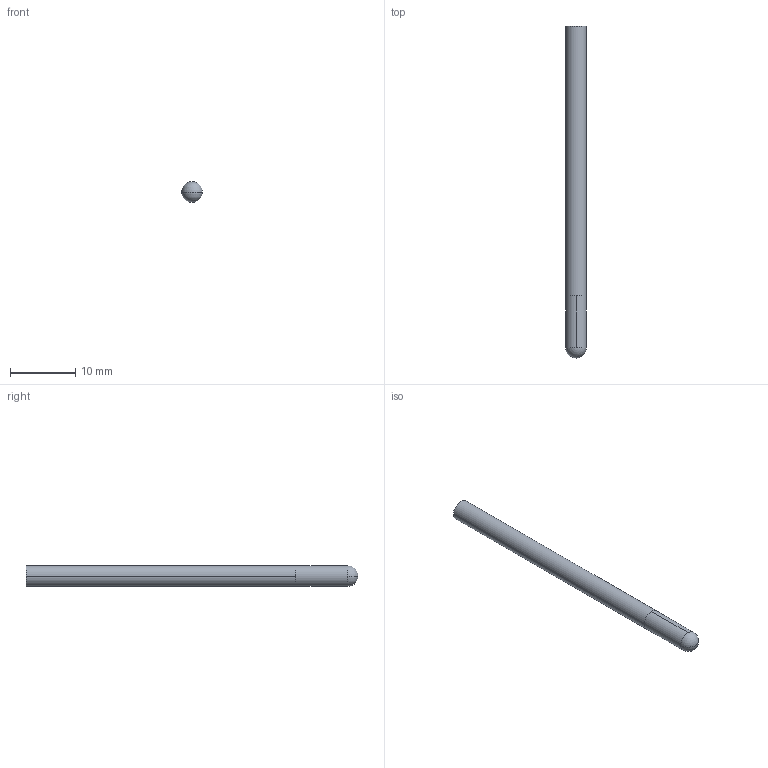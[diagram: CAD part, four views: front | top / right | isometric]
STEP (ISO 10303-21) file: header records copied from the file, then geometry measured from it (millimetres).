
FILE_DESCRIPTION (( 'STEP AP214' ), '1' );
FILE_NAME ('81674.STEP', '2023-06-30T22:30:09', ( '' ), ( '' ), 'SwSTEP 2.0', 'SolidWorks 2023', '' );
FILE_SCHEMA (( 'AUTOMOTIVE_DESIGN' ));
Length unit declared in the file: inch
Products named in the file (1): 81674
Bounding box: 3.17 x 50.8 x 3.17 mm (x, y, z)
Volume: 398 mm3; surface area: 530.5 mm2
Topology: 2 solids, 2 shells, 9 faces, 18 edges, 11 vertices
Faces by surface type: cylinder 4, plane 3, sphere 2
Entity records: 333 total; most frequent: DIRECTION 48, CARTESIAN_POINT 37, ORIENTED_EDGE 32, AXIS2_PLACEMENT_3D 22, EDGE_CURVE 16, CIRCLE 12, VERTEX_POINT 11, FACE_OUTER_BOUND 9
